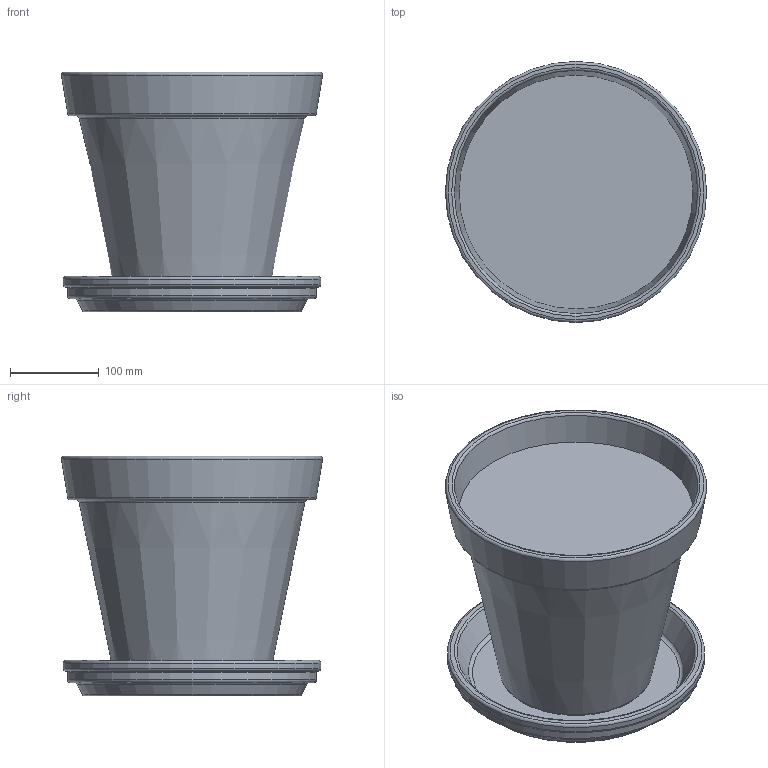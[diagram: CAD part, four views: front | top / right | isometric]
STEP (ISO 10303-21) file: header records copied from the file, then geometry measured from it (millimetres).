
FILE_DESCRIPTION(/* description */ ('STEP AP242','CAx-IF Rec.Pracs.---Representation and Presentation of Product Manufacturing Information (PMI)---4.0---2014-10-13','CAx-IF Rec.Pracs.---3D Tessellated Geometry---0.4---2014-09-14','2;1'),/* implementation_level */ '2;1');
FILE_NAME(/* name */ '6171db909aedb86eb2e5a669',/* time_stamp */ '2021-10-21T21:28:49+00:00',/* author */ (''),/* organization */ (''),/* preprocessor_version */ 'ST-DEVELOPER v18.1',/* originating_system */ ' ',/* authorisation */ ' ');
FILE_SCHEMA (('AP242_MANAGED_MODEL_BASED_3D_ENGINEERING_MIM_LF { 1 0 10303 442 1 1 4 }'));
Length unit declared in the file: metre
Products named in the file (3): Surface 19; Tontopf 30cm; Untersatz Tontopf 30cm
Bounding box: 293.95 x 293.95 x 270 mm (x, y, z)
Volume: 2884080.1 mm3; surface area: 642270.6 mm2
Topology: 2 solids, 3 shells, 34 faces, 70 edges, 46 vertices
Faces by surface type: torus 16, plane 10, cone 6, cylinder 2
Full cylindrical faces by diameter (mm): 280.286 x1, 290 x1
Entity records: 738 total; most frequent: DIRECTION 138, CARTESIAN_POINT 101, AXIS2_PLACEMENT_3D 69, ORIENTED_EDGE 63, EDGE_LOOP 63, FACE_BOUND 63, ADVANCED_FACE 34, EDGE_CURVE 32
